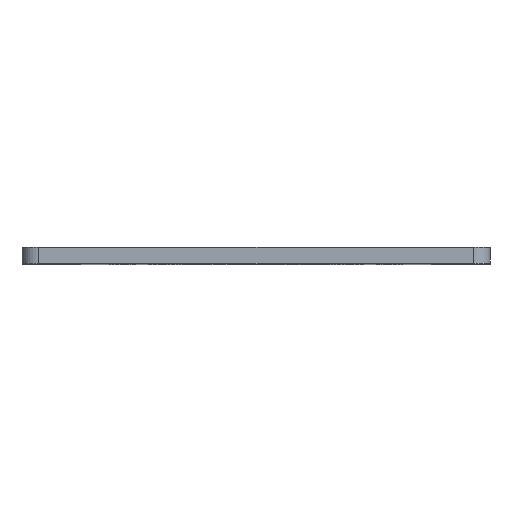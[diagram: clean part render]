
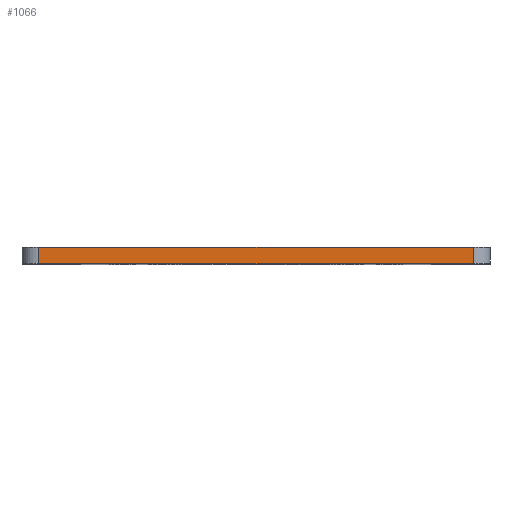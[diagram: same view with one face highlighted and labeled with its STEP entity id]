
A CAD part, top view. The second image highlights one B-rep face of the part: STEP entity #1066.
In plain terms, the highlighted planar face has unit normal (0, 0, 1).
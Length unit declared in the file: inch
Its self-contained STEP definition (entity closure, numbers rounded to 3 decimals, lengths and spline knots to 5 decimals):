
#31 = CARTESIAN_POINT ( 'NONE',  ( -1.625, 0.125, 0. ) ) ;
#59 = ORIENTED_EDGE ( 'NONE', *, *, #1654, .T. ) ;
#108 = AXIS2_PLACEMENT_3D ( 'NONE', #1319, #1188, #1592 ) ;
#135 = VERTEX_POINT ( 'NONE', #652 ) ;
#165 = ORIENTED_EDGE ( 'NONE', *, *, #355, .T. ) ;
#190 = DIRECTION ( 'NONE',  ( 0., 1., 0. ) ) ;
#196 = CARTESIAN_POINT ( 'NONE',  ( 1.625, 0.125, 0. ) ) ;
#208 = CARTESIAN_POINT ( 'NONE',  ( 1.625, 0., 0. ) ) ;
#233 = DIRECTION ( 'NONE',  ( 1., 0., 0. ) ) ;
#280 = CARTESIAN_POINT ( 'NONE',  ( 1.75, 0.125, 0. ) ) ;
#351 = CARTESIAN_POINT ( 'NONE',  ( 1.75, 0., 0. ) ) ;
#355 = EDGE_CURVE ( 'NONE', #1407, #135, #1324, .T. ) ;
#486 = VERTEX_POINT ( 'NONE', #208 ) ;
#522 = CARTESIAN_POINT ( 'NONE',  ( -1.625, 0.125, 0. ) ) ;
#523 = VERTEX_POINT ( 'NONE', #769 ) ;
#538 = VECTOR ( 'NONE', #796, 39.37008 ) ;
#652 = CARTESIAN_POINT ( 'NONE',  ( -1.625, 0., 0. ) ) ;
#668 = VECTOR ( 'NONE', #933, 39.37008 ) ;
#678 = LINE ( 'NONE', #196, #1670 ) ;
#769 = CARTESIAN_POINT ( 'NONE',  ( 1.625, 0.125, 0. ) ) ;
#796 = DIRECTION ( 'NONE',  ( 1., 0., 0. ) ) ;
#869 = ORIENTED_EDGE ( 'NONE', *, *, #1572, .F. ) ;
#922 = LINE ( 'NONE', #280, #538 ) ;
#933 = DIRECTION ( 'NONE',  ( 0., -1., 0. ) ) ;
#1028 = FACE_OUTER_BOUND ( 'NONE', #1543, .T. ) ;
#1066 = ADVANCED_FACE ( 'NONE', ( #1028 ), #1696, .F. ) ;
#1074 = VECTOR ( 'NONE', #233, 39.37008 ) ;
#1174 = ORIENTED_EDGE ( 'NONE', *, *, #1259, .T. ) ;
#1188 = DIRECTION ( 'NONE',  ( 0., 0., -1. ) ) ;
#1259 = EDGE_CURVE ( 'NONE', #135, #486, #1399, .T. ) ;
#1319 = CARTESIAN_POINT ( 'NONE',  ( 1.75, 0.125, 0. ) ) ;
#1324 = LINE ( 'NONE', #31, #668 ) ;
#1399 = LINE ( 'NONE', #351, #1074 ) ;
#1407 = VERTEX_POINT ( 'NONE', #522 ) ;
#1543 = EDGE_LOOP ( 'NONE', ( #1174, #59, #869, #165 ) ) ;
#1572 = EDGE_CURVE ( 'NONE', #1407, #523, #922, .T. ) ;
#1592 = DIRECTION ( 'NONE',  ( -1., 0., 0. ) ) ;
#1654 = EDGE_CURVE ( 'NONE', #486, #523, #678, .T. ) ;
#1670 = VECTOR ( 'NONE', #190, 39.37008 ) ;
#1696 = PLANE ( 'NONE',  #108 ) ;
